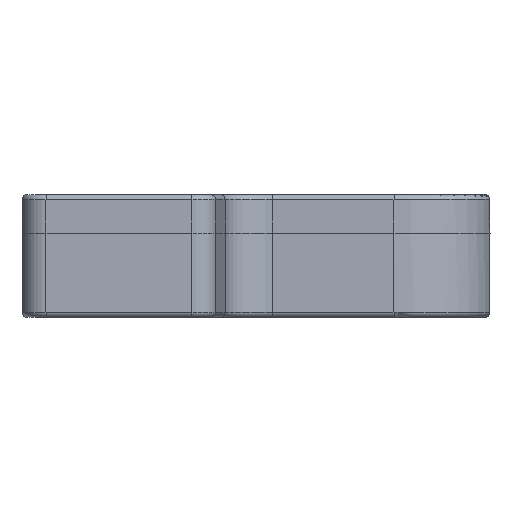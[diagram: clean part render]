
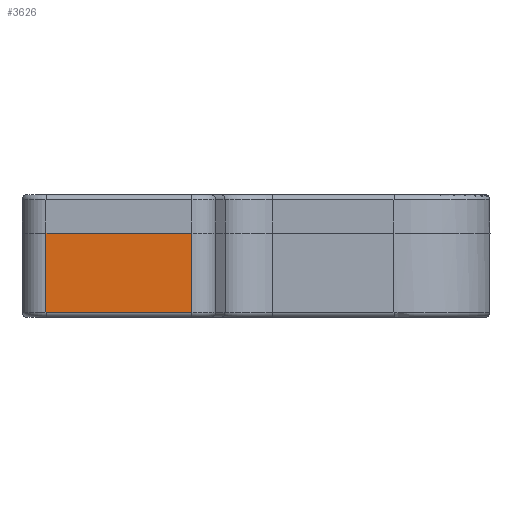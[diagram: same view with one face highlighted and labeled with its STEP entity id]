
A CAD part, left-side view. The second image highlights one B-rep face of the part: STEP entity #3626.
In plain terms, the highlighted planar face has unit normal (-1, 0, 0).
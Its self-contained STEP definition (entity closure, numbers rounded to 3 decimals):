
#212=DIRECTION('',(0.,-1.,0.));
#213=VECTOR('',#212,6.072);
#214=CARTESIAN_POINT('',(0.,18.508,-3.3));
#215=LINE('',#214,#213);
#530=DIRECTION('',(0.,0.,-1.));
#531=VECTOR('',#530,3.3);
#532=CARTESIAN_POINT('',(0.,12.436,0.));
#533=LINE('',#532,#531);
#538=DIRECTION('',(0.,0.,-1.));
#539=VECTOR('',#538,3.3);
#540=CARTESIAN_POINT('',(0.,18.508,0.));
#541=LINE('',#540,#539);
#755=DIRECTION('',(0.,1.,0.));
#756=VECTOR('',#755,6.072);
#757=CARTESIAN_POINT('',(0.,12.436,0.));
#758=LINE('',#757,#756);
#2372=CARTESIAN_POINT('',(0.,12.436,-3.3));
#2373=VERTEX_POINT('',#2372);
#2374=CARTESIAN_POINT('',(0.,18.508,-3.3));
#2375=VERTEX_POINT('',#2374);
#2440=CARTESIAN_POINT('',(0.,12.436,0.));
#2441=VERTEX_POINT('',#2440);
#2442=CARTESIAN_POINT('',(0.,18.508,0.));
#2443=VERTEX_POINT('',#2442);
#3613=CARTESIAN_POINT('',(0.,18.508,-3.5));
#3614=DIRECTION('',(-1.,0.,0.));
#3615=DIRECTION('',(0.,-1.,0.));
#3616=AXIS2_PLACEMENT_3D('',#3613,#3614,#3615);
#3617=PLANE('',#3616);
#3618=ORIENTED_EDGE('',*,*,#3120,.F.);
#3620=ORIENTED_EDGE('',*,*,#3619,.F.);
#3622=ORIENTED_EDGE('',*,*,#3621,.F.);
#3623=ORIENTED_EDGE('',*,*,#3605,.T.);
#3624=EDGE_LOOP('',(#3618,#3620,#3622,#3623));
#3625=FACE_OUTER_BOUND('',#3624,.F.);
#3626=ADVANCED_FACE('',(#3625),#3617,.T.);
#3120=EDGE_CURVE('',#2375,#2373,#215,.T.);
#3605=EDGE_CURVE('',#2441,#2373,#533,.T.);
#3619=EDGE_CURVE('',#2443,#2375,#541,.T.);
#3621=EDGE_CURVE('',#2441,#2443,#758,.T.);
